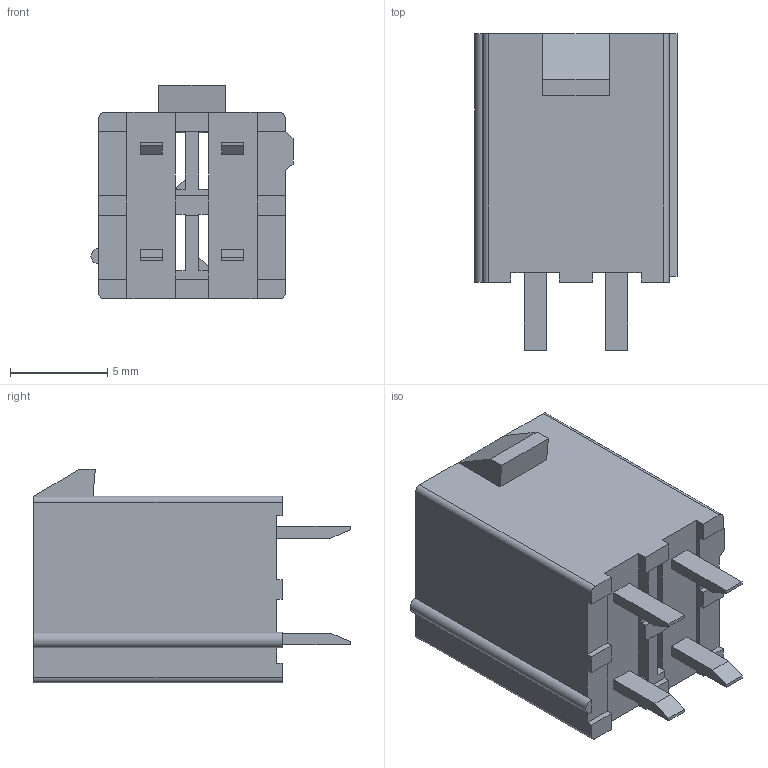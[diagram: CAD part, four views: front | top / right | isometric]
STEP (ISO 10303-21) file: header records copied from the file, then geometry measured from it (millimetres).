
FILE_DESCRIPTION((''),'2;1');
FILE_NAME('039310040','2012-10-16T',('gga'),(''),'PRO/ENGINEER BY PARAMETRIC TECHNOLOGY CORPORATION, 2011490','PRO/ENGINEER BY PARAMETRIC TECHNOLOGY CORPORATION, 2011490','');
FILE_SCHEMA(('CONFIG_CONTROL_DESIGN'));
Length unit declared in the file: millimetre
Products named in the file (1): 039310040
Bounding box: 10.4 x 16.3 x 11 mm (x, y, z)
Volume: 754.7 mm3; surface area: 1423.5 mm2
Topology: 1 solids, 1 shells, 141 faces, 397 edges, 262 vertices
Faces by surface type: plane 136, cylinder 5
Entity records: 4512 total; most frequent: CARTESIAN_POINT 794, ORIENTED_EDGE 778, DIRECTION 701, EDGE_CURVE 389, VECTOR 379, LINE 379, VERTEX_POINT 254, AXIS2_PLACEMENT_3D 161
